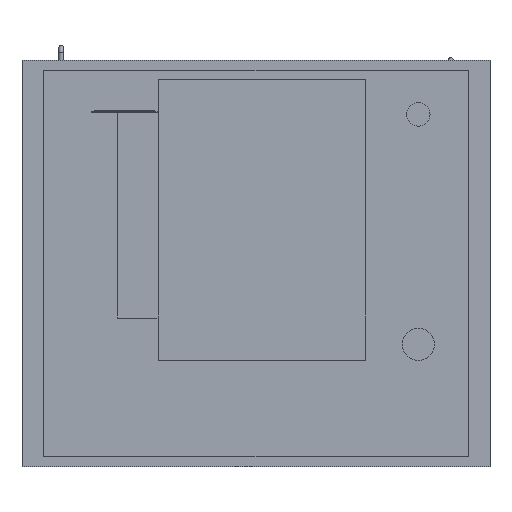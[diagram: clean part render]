
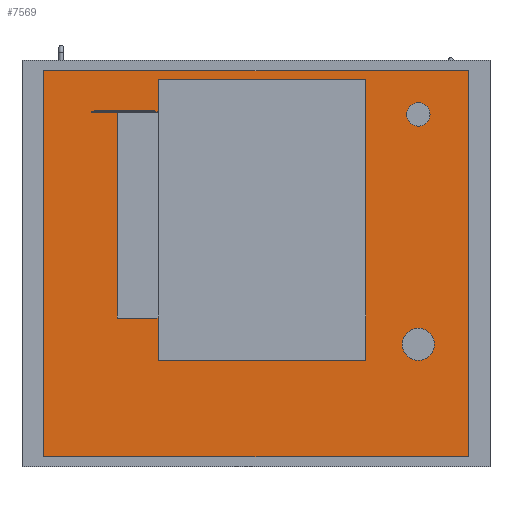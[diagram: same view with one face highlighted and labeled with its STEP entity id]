
A CAD part, front view. The second image highlights one B-rep face of the part: STEP entity #7569.
In plain terms, the highlighted planar face has unit normal (0, -1, 0).
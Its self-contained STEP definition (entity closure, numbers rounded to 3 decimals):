
#118=FACE_BOUND('',#1004,.T.);
#119=FACE_BOUND('',#1005,.T.);
#139=PLANE('',#8112);
#535=FACE_OUTER_BOUND('',#1003,.T.);
#1003=EDGE_LOOP('',(#5362,#5363,#5364,#5365));
#1004=EDGE_LOOP('',(#5366));
#1005=EDGE_LOOP('',(#5367));
#1479=LINE('',#10929,#2418);
#1483=LINE('',#10937,#2422);
#1486=LINE('',#10943,#2425);
#1489=LINE('',#10948,#2428);
#2418=VECTOR('',#8755,10.);
#2422=VECTOR('',#8761,10.);
#2425=VECTOR('',#8766,10.);
#2428=VECTOR('',#8771,10.);
#3344=CIRCLE('',#8096,20.);
#3346=CIRCLE('',#8100,27.5);
#3494=VERTEX_POINT('',#10890);
#3496=VERTEX_POINT('',#10897);
#3505=VERTEX_POINT('',#10927);
#3506=VERTEX_POINT('',#10928);
#3509=VERTEX_POINT('',#10936);
#3511=VERTEX_POINT('',#10942);
#4221=EDGE_CURVE('',#3494,#3494,#3344,.T.);
#4224=EDGE_CURVE('',#3496,#3496,#3346,.T.);
#4237=EDGE_CURVE('',#3505,#3506,#1479,.T.);
#4241=EDGE_CURVE('',#3509,#3505,#1483,.T.);
#4244=EDGE_CURVE('',#3511,#3509,#1486,.T.);
#4247=EDGE_CURVE('',#3506,#3511,#1489,.T.);
#5362=ORIENTED_EDGE('',*,*,#4247,.F.);
#5363=ORIENTED_EDGE('',*,*,#4237,.F.);
#5364=ORIENTED_EDGE('',*,*,#4241,.F.);
#5365=ORIENTED_EDGE('',*,*,#4244,.F.);
#5366=ORIENTED_EDGE('',*,*,#4221,.T.);
#5367=ORIENTED_EDGE('',*,*,#4224,.T.);
#7569=ADVANCED_FACE('',(#535,#118,#119),#139,.F.);
#8096=AXIS2_PLACEMENT_3D('',#10892,#8718,#8719);
#8100=AXIS2_PLACEMENT_3D('',#10899,#8727,#8728);
#8112=AXIS2_PLACEMENT_3D('',#10951,#8775,#8776);
#8718=DIRECTION('center_axis',(0.,1.,0.));
#8719=DIRECTION('ref_axis',(1.,0.,0.));
#8727=DIRECTION('center_axis',(0.,1.,0.));
#8728=DIRECTION('ref_axis',(1.,0.,0.));
#8755=DIRECTION('',(0.,0.,1.));
#8761=DIRECTION('',(-1.,0.,0.));
#8766=DIRECTION('',(0.,0.,-1.));
#8771=DIRECTION('',(1.,0.,0.));
#8775=DIRECTION('center_axis',(0.,1.,0.));
#8776=DIRECTION('ref_axis',(0.,0.,1.));
#10890=CARTESIAN_POINT('',(257.5,0.,255.));
#10892=CARTESIAN_POINT('Origin',(277.5,0.,255.));
#10897=CARTESIAN_POINT('',(250.,0.,-138.));
#10899=CARTESIAN_POINT('Origin',(277.5,0.,-138.));
#10927=CARTESIAN_POINT('',(-362.5,0.,-330.));
#10928=CARTESIAN_POINT('',(-362.5,0.,330.));
#10929=CARTESIAN_POINT('',(-362.5,0.,-330.));
#10936=CARTESIAN_POINT('',(362.5,0.,-330.));
#10937=CARTESIAN_POINT('',(362.5,0.,-330.));
#10942=CARTESIAN_POINT('',(362.5,0.,330.));
#10943=CARTESIAN_POINT('',(362.5,0.,330.));
#10948=CARTESIAN_POINT('',(-362.5,0.,330.));
#10951=CARTESIAN_POINT('Origin',(0.,0.,0.));
